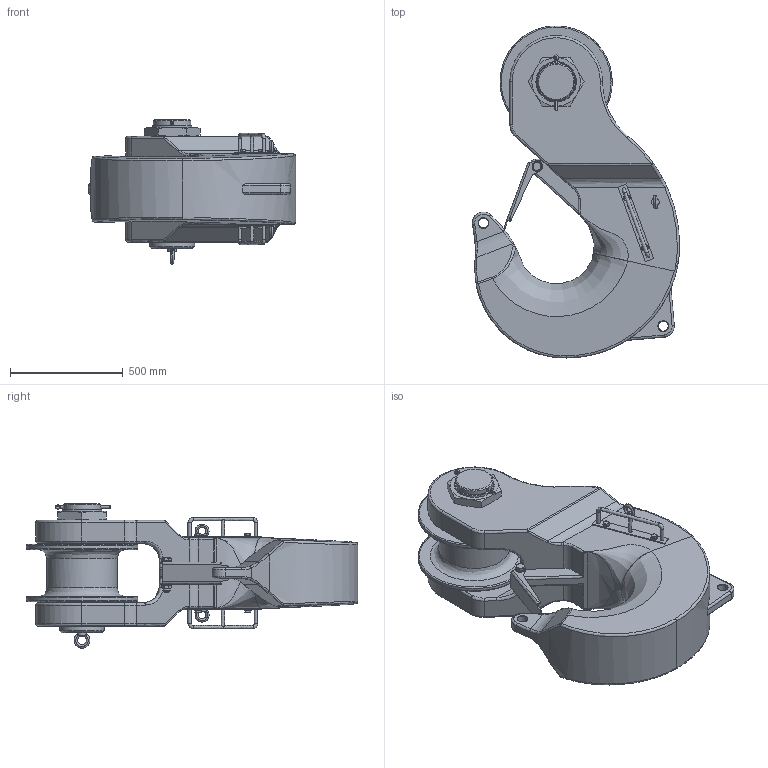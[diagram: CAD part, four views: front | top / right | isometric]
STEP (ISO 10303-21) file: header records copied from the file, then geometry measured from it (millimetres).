
FILE_DESCRIPTION(('FreeCAD Model'),'2;1');
FILE_NAME('Open CASCADE Shape Model','2025-05-03T13:10:45',('FreeCAD'),( 'FreeCAD'),'Open CASCADE STEP processor 7.6','FreeCAD','Unknown');
FILE_SCHEMA(('AUTOMOTIVE_DESIGN { 1 0 10303 214 1 1 1 1 }'));
Length unit declared in the file: millimetre
Products named in the file (1): Open CASCADE STEP translator 7.6 1
Bounding box: 919.62 x 1473.03 x 641.78 mm (x, y, z)
Volume: 220208443.5 mm3; surface area: 4944556.6 mm2
Topology: 23 solids, 23 shells, 546 faces, 1422 edges, 997 vertices
Faces by surface type: bspline 546
Entity records: 23803 total; most frequent: CARTESIAN_POINT 16068, ORIENTED_EDGE 2682, EDGE_CURVE 1341, VERTEX_POINT 857, B_SPLINE_CURVE_WITH_KNOTS 631, FACE_BOUND 622, EDGE_LOOP 622, ADVANCED_FACE 546
